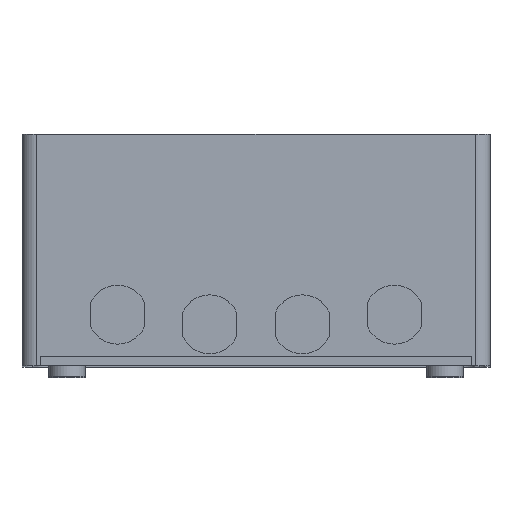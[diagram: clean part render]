
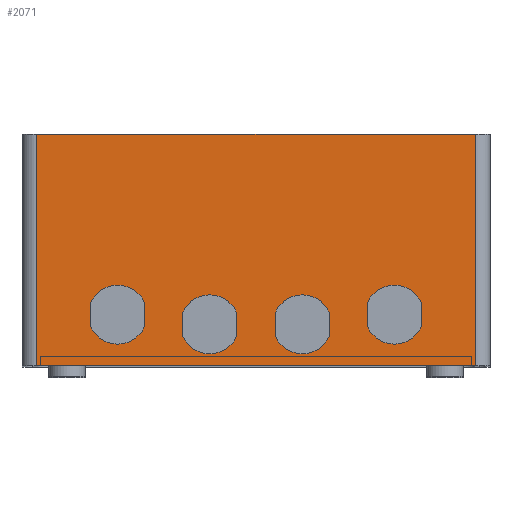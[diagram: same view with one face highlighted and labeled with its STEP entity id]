
A CAD part, top view. The second image highlights one B-rep face of the part: STEP entity #2071.
In plain terms, the highlighted planar face has unit normal (0, 0, 1).
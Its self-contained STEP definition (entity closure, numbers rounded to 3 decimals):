
#7=DIRECTION('',(1.,0.,0.));
#8=VECTOR('',#7,90.);
#9=CARTESIAN_POINT('',(-45.,0.,94.5));
#10=LINE('',#9,#8);
#166=DIRECTION('',(1.,0.,0.));
#167=VECTOR('',#166,90.);
#168=CARTESIAN_POINT('',(-45.,47.5,94.5));
#169=LINE('',#168,#167);
#202=DIRECTION('',(0.,-1.,0.));
#203=VECTOR('',#202,47.5);
#204=CARTESIAN_POINT('',(-45.,47.5,94.5));
#205=LINE('',#204,#203);
#206=DIRECTION('',(0.,1.,0.));
#207=VECTOR('',#206,47.5);
#208=CARTESIAN_POINT('',(45.,0.,94.5));
#209=LINE('',#208,#207);
#210=CARTESIAN_POINT('',(28.394,10.52,94.5));
#211=DIRECTION('',(0.,0.,1.));
#212=DIRECTION('',(0.909,0.417,0.));
#213=AXIS2_PLACEMENT_3D('',#210,#211,#212);
#215=DIRECTION('',(0.,-1.,0.));
#216=VECTOR('',#215,5.041);
#217=CARTESIAN_POINT('',(22.894,13.041,94.5));
#218=LINE('',#217,#216);
#219=CARTESIAN_POINT('',(28.394,10.52,94.5));
#220=DIRECTION('',(0.,0.,1.));
#221=DIRECTION('',(-0.909,-0.417,0.));
#222=AXIS2_PLACEMENT_3D('',#219,#220,#221);
#224=DIRECTION('',(0.,1.,0.));
#225=VECTOR('',#224,5.041);
#226=CARTESIAN_POINT('',(33.894,8.,94.5));
#227=LINE('',#226,#225);
#228=CARTESIAN_POINT('',(9.5,8.52,94.5));
#229=DIRECTION('',(0.,0.,1.));
#230=DIRECTION('',(0.909,0.417,0.));
#231=AXIS2_PLACEMENT_3D('',#228,#229,#230);
#233=DIRECTION('',(0.,-1.,0.));
#234=VECTOR('',#233,5.041);
#235=CARTESIAN_POINT('',(4.,11.041,94.5));
#236=LINE('',#235,#234);
#237=CARTESIAN_POINT('',(9.5,8.52,94.5));
#238=DIRECTION('',(0.,0.,1.));
#239=DIRECTION('',(-0.909,-0.417,0.));
#240=AXIS2_PLACEMENT_3D('',#237,#238,#239);
#242=DIRECTION('',(0.,1.,0.));
#243=VECTOR('',#242,5.041);
#244=CARTESIAN_POINT('',(15.,6.,94.5));
#245=LINE('',#244,#243);
#246=CARTESIAN_POINT('',(-9.5,8.52,94.5));
#247=DIRECTION('',(0.,0.,1.));
#248=DIRECTION('',(-0.909,-0.417,0.));
#249=AXIS2_PLACEMENT_3D('',#246,#247,#248);
#251=DIRECTION('',(0.,1.,0.));
#252=VECTOR('',#251,5.041);
#253=CARTESIAN_POINT('',(-4.,6.,94.5));
#254=LINE('',#253,#252);
#255=CARTESIAN_POINT('',(-9.5,8.52,94.5));
#256=DIRECTION('',(0.,0.,1.));
#257=DIRECTION('',(0.909,0.417,0.));
#258=AXIS2_PLACEMENT_3D('',#255,#256,#257);
#260=DIRECTION('',(0.,-1.,0.));
#261=VECTOR('',#260,5.041);
#262=CARTESIAN_POINT('',(-15.,11.041,94.5));
#263=LINE('',#262,#261);
#264=DIRECTION('',(0.,-1.,0.));
#265=VECTOR('',#264,5.041);
#266=CARTESIAN_POINT('',(-33.894,13.041,94.5));
#267=LINE('',#266,#265);
#268=CARTESIAN_POINT('',(-28.394,10.52,94.5));
#269=DIRECTION('',(0.,0.,1.));
#270=DIRECTION('',(-0.909,-0.417,0.));
#271=AXIS2_PLACEMENT_3D('',#268,#269,#270);
#273=DIRECTION('',(0.,1.,0.));
#274=VECTOR('',#273,5.041);
#275=CARTESIAN_POINT('',(-22.894,8.,94.5));
#276=LINE('',#275,#274);
#277=CARTESIAN_POINT('',(-28.394,10.52,94.5));
#278=DIRECTION('',(0.,0.,1.));
#279=DIRECTION('',(0.909,0.417,0.));
#280=AXIS2_PLACEMENT_3D('',#277,#278,#279);
#1530=CARTESIAN_POINT('',(-45.,0.,94.5));
#1532=VERTEX_POINT('',#1530);
#1536=CARTESIAN_POINT('',(-45.,47.5,94.5));
#1537=VERTEX_POINT('',#1536);
#1554=CARTESIAN_POINT('',(45.,47.5,94.5));
#1556=VERTEX_POINT('',#1554);
#1560=CARTESIAN_POINT('',(45.,0.,94.5));
#1561=VERTEX_POINT('',#1560);
#1682=CARTESIAN_POINT('',(33.894,13.041,94.5));
#1683=CARTESIAN_POINT('',(22.894,13.041,94.5));
#1684=VERTEX_POINT('',#1682);
#1685=VERTEX_POINT('',#1683);
#1686=CARTESIAN_POINT('',(22.894,8.,94.5));
#1687=VERTEX_POINT('',#1686);
#1688=CARTESIAN_POINT('',(33.894,8.,94.5));
#1689=VERTEX_POINT('',#1688);
#1690=CARTESIAN_POINT('',(15.,11.041,94.5));
#1691=CARTESIAN_POINT('',(4.,11.041,94.5));
#1692=VERTEX_POINT('',#1690);
#1693=VERTEX_POINT('',#1691);
#1694=CARTESIAN_POINT('',(4.,6.,94.5));
#1695=VERTEX_POINT('',#1694);
#1696=CARTESIAN_POINT('',(15.,6.,94.5));
#1697=VERTEX_POINT('',#1696);
#1698=CARTESIAN_POINT('',(-15.,6.,94.5));
#1699=CARTESIAN_POINT('',(-4.,6.,94.5));
#1700=VERTEX_POINT('',#1698);
#1701=VERTEX_POINT('',#1699);
#1702=CARTESIAN_POINT('',(-4.,11.041,94.5));
#1703=VERTEX_POINT('',#1702);
#1704=CARTESIAN_POINT('',(-15.,11.041,94.5));
#1705=VERTEX_POINT('',#1704);
#1706=CARTESIAN_POINT('',(-33.894,13.041,94.5));
#1707=CARTESIAN_POINT('',(-33.894,8.,94.5));
#1708=VERTEX_POINT('',#1706);
#1709=VERTEX_POINT('',#1707);
#1710=CARTESIAN_POINT('',(-22.894,8.,94.5));
#1711=VERTEX_POINT('',#1710);
#1712=CARTESIAN_POINT('',(-22.894,13.041,94.5));
#1713=VERTEX_POINT('',#1712);
#2020=CARTESIAN_POINT('',(-48.,0.,94.5));
#2021=DIRECTION('',(0.,0.,1.));
#2022=DIRECTION('',(1.,0.,0.));
#2023=AXIS2_PLACEMENT_3D('',#2020,#2021,#2022);
#2024=PLANE('',#2023);
#2025=ORIENTED_EDGE('',*,*,#1904,.F.);
#2026=ORIENTED_EDGE('',*,*,#1953,.T.);
#2027=ORIENTED_EDGE('',*,*,#2015,.F.);
#2028=ORIENTED_EDGE('',*,*,#1817,.F.);
#2029=EDGE_LOOP('',(#2025,#2026,#2027,#2028));
#2030=FACE_OUTER_BOUND('',#2029,.F.);
#2032=ORIENTED_EDGE('',*,*,#2031,.T.);
#2034=ORIENTED_EDGE('',*,*,#2033,.T.);
#2036=ORIENTED_EDGE('',*,*,#2035,.T.);
#2038=ORIENTED_EDGE('',*,*,#2037,.T.);
#2039=EDGE_LOOP('',(#2032,#2034,#2036,#2038));
#2040=FACE_BOUND('',#2039,.F.);
#2042=ORIENTED_EDGE('',*,*,#2041,.T.);
#2044=ORIENTED_EDGE('',*,*,#2043,.T.);
#2046=ORIENTED_EDGE('',*,*,#2045,.T.);
#2048=ORIENTED_EDGE('',*,*,#2047,.T.);
#2049=EDGE_LOOP('',(#2042,#2044,#2046,#2048));
#2050=FACE_BOUND('',#2049,.F.);
#2052=ORIENTED_EDGE('',*,*,#2051,.T.);
#2054=ORIENTED_EDGE('',*,*,#2053,.T.);
#2056=ORIENTED_EDGE('',*,*,#2055,.T.);
#2058=ORIENTED_EDGE('',*,*,#2057,.T.);
#2059=EDGE_LOOP('',(#2052,#2054,#2056,#2058));
#2060=FACE_BOUND('',#2059,.F.);
#2062=ORIENTED_EDGE('',*,*,#2061,.T.);
#2064=ORIENTED_EDGE('',*,*,#2063,.T.);
#2066=ORIENTED_EDGE('',*,*,#2065,.T.);
#2068=ORIENTED_EDGE('',*,*,#2067,.T.);
#2069=EDGE_LOOP('',(#2062,#2064,#2066,#2068));
#2070=FACE_BOUND('',#2069,.F.);
#2071=ADVANCED_FACE('',(#2030,#2040,#2050,#2060,#2070),#2024,.T.);
#214=CIRCLE('',#213,6.05);
#223=CIRCLE('',#222,6.05);
#232=CIRCLE('',#231,6.05);
#241=CIRCLE('',#240,6.05);
#250=CIRCLE('',#249,6.05);
#259=CIRCLE('',#258,6.05);
#272=CIRCLE('',#271,6.05);
#281=CIRCLE('',#280,6.05);
#1817=EDGE_CURVE('',#1532,#1561,#10,.T.);
#1904=EDGE_CURVE('',#1537,#1532,#205,.T.);
#1953=EDGE_CURVE('',#1537,#1556,#169,.T.);
#2015=EDGE_CURVE('',#1561,#1556,#209,.T.);
#2031=EDGE_CURVE('',#1684,#1685,#214,.T.);
#2033=EDGE_CURVE('',#1685,#1687,#218,.T.);
#2035=EDGE_CURVE('',#1687,#1689,#223,.T.);
#2037=EDGE_CURVE('',#1689,#1684,#227,.T.);
#2041=EDGE_CURVE('',#1692,#1693,#232,.T.);
#2043=EDGE_CURVE('',#1693,#1695,#236,.T.);
#2045=EDGE_CURVE('',#1695,#1697,#241,.T.);
#2047=EDGE_CURVE('',#1697,#1692,#245,.T.);
#2051=EDGE_CURVE('',#1700,#1701,#250,.T.);
#2053=EDGE_CURVE('',#1701,#1703,#254,.T.);
#2055=EDGE_CURVE('',#1703,#1705,#259,.T.);
#2057=EDGE_CURVE('',#1705,#1700,#263,.T.);
#2061=EDGE_CURVE('',#1708,#1709,#267,.T.);
#2063=EDGE_CURVE('',#1709,#1711,#272,.T.);
#2065=EDGE_CURVE('',#1711,#1713,#276,.T.);
#2067=EDGE_CURVE('',#1713,#1708,#281,.T.);
